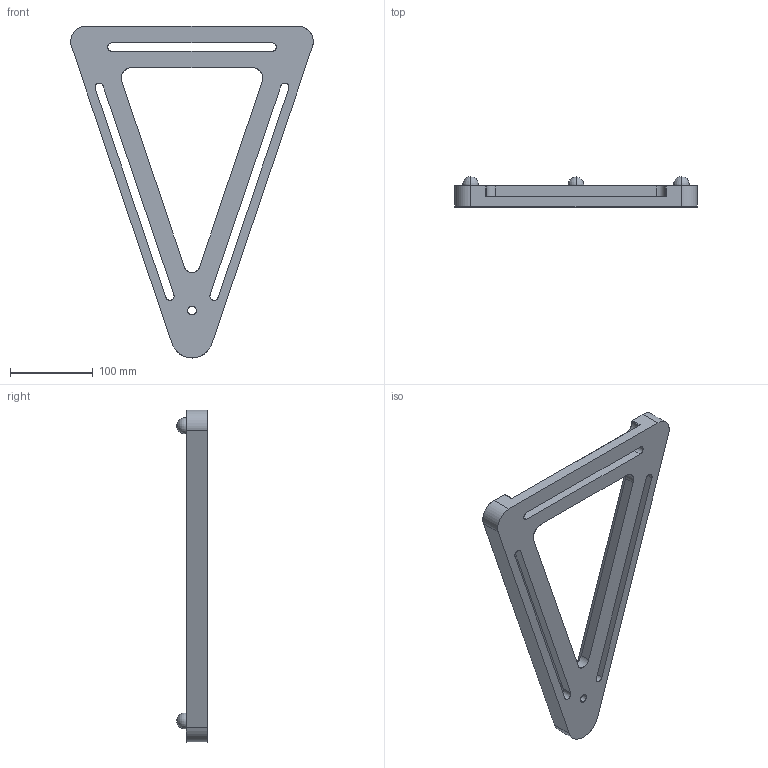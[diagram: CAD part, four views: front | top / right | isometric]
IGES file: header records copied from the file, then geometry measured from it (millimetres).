
Start section: SolidWorks IGES file using analytic representation for surfaces
Global section: file name: KP-12-16-CS.IGS; native system: SolidWorks 2012; preprocessor: SolidWorks 2012; author: Robert Villegas; date: 130303.215446; units: inch
Bounding box: 292.09 x 36.83 x 400.05 mm (x, y, z)
Surface area: 164619.3 mm2 (no closed solid volume)
Topology: 0 solids, 0 shells, 71 faces, 1154 edges, 1151 vertices
Faces by surface type: revolution 39, bspline 32
